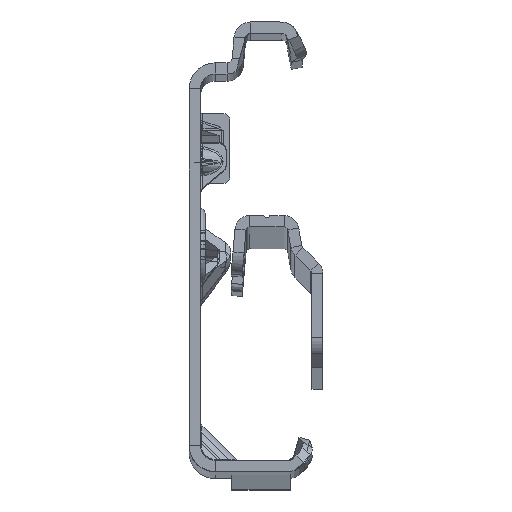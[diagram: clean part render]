
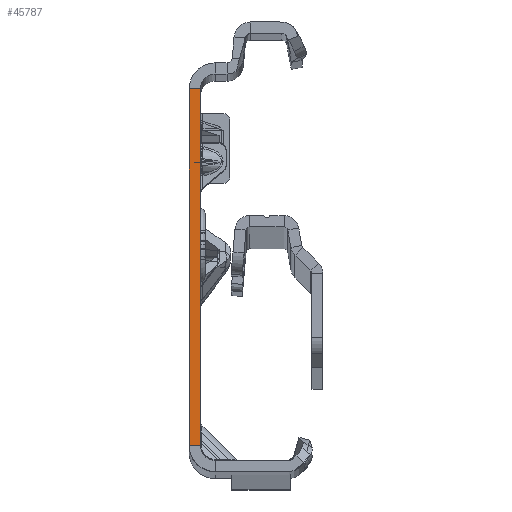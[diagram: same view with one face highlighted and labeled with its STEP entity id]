
A CAD part, top view. The second image highlights one B-rep face of the part: STEP entity #45787.
In plain terms, the highlighted planar face has unit normal (0, 0, 1).
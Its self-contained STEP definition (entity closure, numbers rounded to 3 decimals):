
#1422 = CARTESIAN_POINT ( 'NONE',  ( 0., 22.135, 0. ) ) ;
#2894 = VERTEX_POINT ( 'NONE', #17781 ) ;
#3618 = VECTOR ( 'NONE', #52443, 1000. ) ;
#5161 = CARTESIAN_POINT ( 'NONE',  ( 0., -27.865, 0. ) ) ;
#7350 = DIRECTION ( 'NONE',  ( 0., -1., 0. ) ) ;
#8234 = DIRECTION ( 'NONE',  ( -1., 0., 0. ) ) ;
#14357 = EDGE_CURVE ( 'NONE', #37698, #54754, #45367, .T. ) ;
#14667 = CARTESIAN_POINT ( 'NONE',  ( -1.5, -27.865, 0. ) ) ;
#15652 = ORIENTED_EDGE ( 'NONE', *, *, #52746, .F. ) ;
#16679 = ORIENTED_EDGE ( 'NONE', *, *, #35028, .F. ) ;
#17426 = CARTESIAN_POINT ( 'NONE',  ( -1.5, 22.135, 0. ) ) ;
#17781 = CARTESIAN_POINT ( 'NONE',  ( 0., -25.865, 0. ) ) ;
#19440 = VECTOR ( 'NONE', #7350, 1000. ) ;
#22078 = ORIENTED_EDGE ( 'NONE', *, *, #14357, .T. ) ;
#22616 = VERTEX_POINT ( 'NONE', #26349 ) ;
#22722 = FACE_OUTER_BOUND ( 'NONE', #37572, .T. ) ;
#26256 = LINE ( 'NONE', #5161, #26299 ) ;
#26299 = VECTOR ( 'NONE', #43170, 1000. ) ;
#26349 = CARTESIAN_POINT ( 'NONE',  ( 0., 22.135, 0. ) ) ;
#26693 = EDGE_CURVE ( 'NONE', #22616, #37698, #39421, .T. ) ;
#31584 = DIRECTION ( 'NONE',  ( 0., 0., 1. ) ) ;
#33497 = LINE ( 'NONE', #50403, #47133 ) ;
#35028 = EDGE_CURVE ( 'NONE', #22616, #2894, #26256, .T. ) ;
#35222 = DIRECTION ( 'NONE',  ( 1., 0., 0. ) ) ;
#37572 = EDGE_LOOP ( 'NONE', ( #16679, #54394, #22078, #15652 ) ) ;
#37698 = VERTEX_POINT ( 'NONE', #17426 ) ;
#38554 = AXIS2_PLACEMENT_3D ( 'NONE', #14667, #31584, #35222 ) ;
#39421 = LINE ( 'NONE', #1422, #3618 ) ;
#43170 = DIRECTION ( 'NONE',  ( 0., -1., 0. ) ) ;
#45367 = LINE ( 'NONE', #45634, #19440 ) ;
#45634 = CARTESIAN_POINT ( 'NONE',  ( -1.5, -27.865, 0. ) ) ;
#45787 = ADVANCED_FACE ( 'NONE', ( #22722 ), #48768, .T. ) ;
#47133 = VECTOR ( 'NONE', #8234, 1000. ) ;
#48768 = PLANE ( 'NONE',  #38554 ) ;
#50403 = CARTESIAN_POINT ( 'NONE',  ( 0., -25.865, 0. ) ) ;
#52443 = DIRECTION ( 'NONE',  ( -1., 0., 0. ) ) ;
#52746 = EDGE_CURVE ( 'NONE', #2894, #54754, #33497, .T. ) ;
#52956 = CARTESIAN_POINT ( 'NONE',  ( -1.5, -25.865, 0. ) ) ;
#54394 = ORIENTED_EDGE ( 'NONE', *, *, #26693, .T. ) ;
#54754 = VERTEX_POINT ( 'NONE', #52956 ) ;
